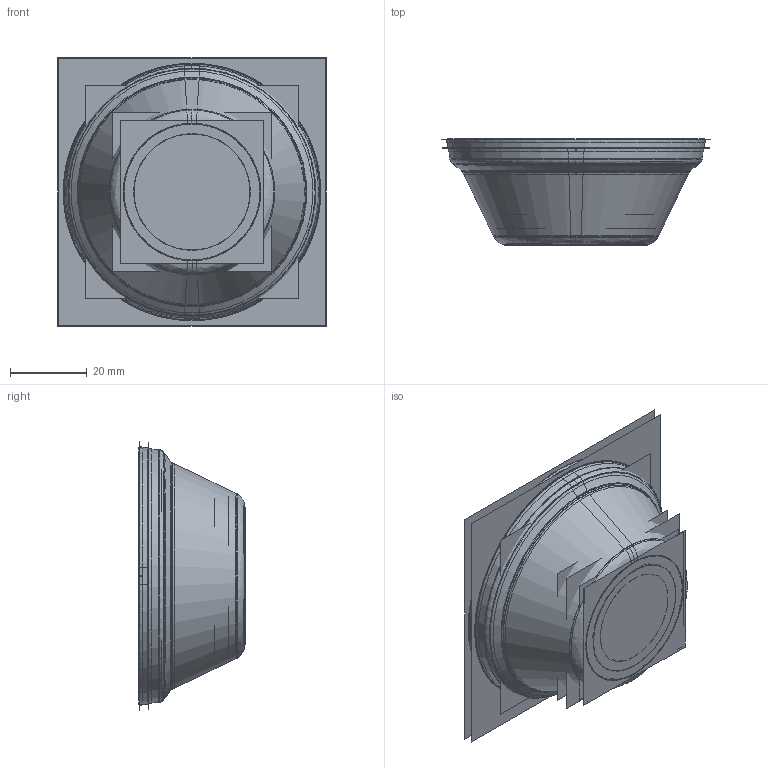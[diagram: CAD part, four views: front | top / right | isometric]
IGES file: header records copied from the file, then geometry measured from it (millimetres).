
Start section:  PTC IGES file: b0000681952.igs
Global section: file name: b0000681952.igs; native system: Pro/ENGINEER by Parametric Technology Corporation; preprocessor: 2010020; author: RCRU51; organization: Rex Nord Marbet spa; date: 20100623.111153; units: millimetre
Bounding box: 70.2 x 27.8 x 70.25 mm (x, y, z)
Surface area: 45941.1 mm2 (no closed solid volume)
Topology: 0 solids, 0 shells, 124 faces, 1468 edges, 1944 vertices
Faces by surface type: revolution 104, bspline 20
